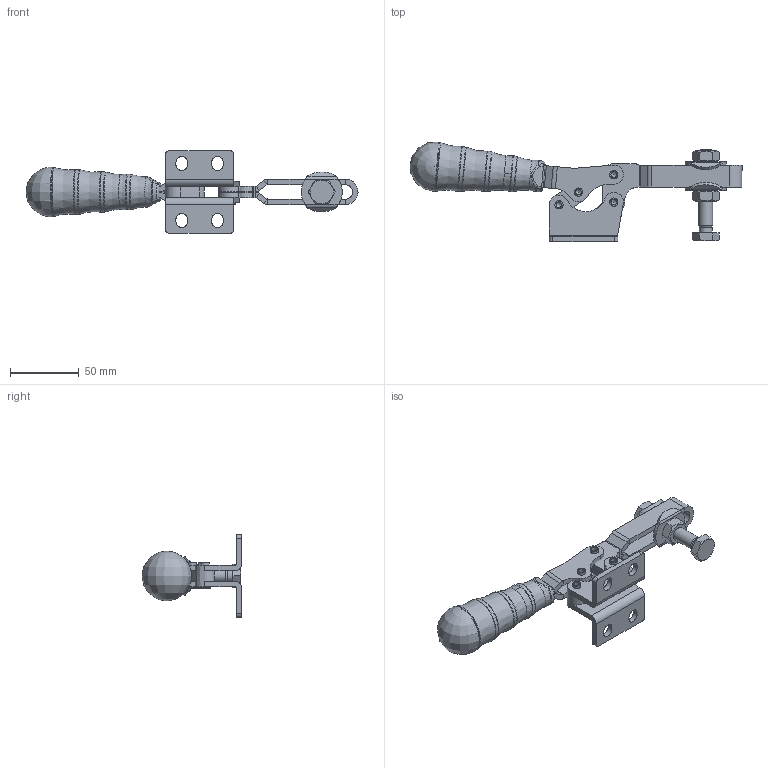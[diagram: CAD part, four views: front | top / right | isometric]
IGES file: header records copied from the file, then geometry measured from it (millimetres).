
Global section: file name: 124.0; native system: Autodesk Inventor 2025; preprocessor: unknown; author: dusan.cotek; date: 20251205.103950; units: millimetre
Bounding box: 241.92 x 72.8 x 60 mm (x, y, z)
Volume: 122637.4 mm3; surface area: 50849.4 mm2
Topology: 7 solids, 9 shells, 987 faces, 3238 edges, 1937 vertices
Faces by surface type: bspline 987
